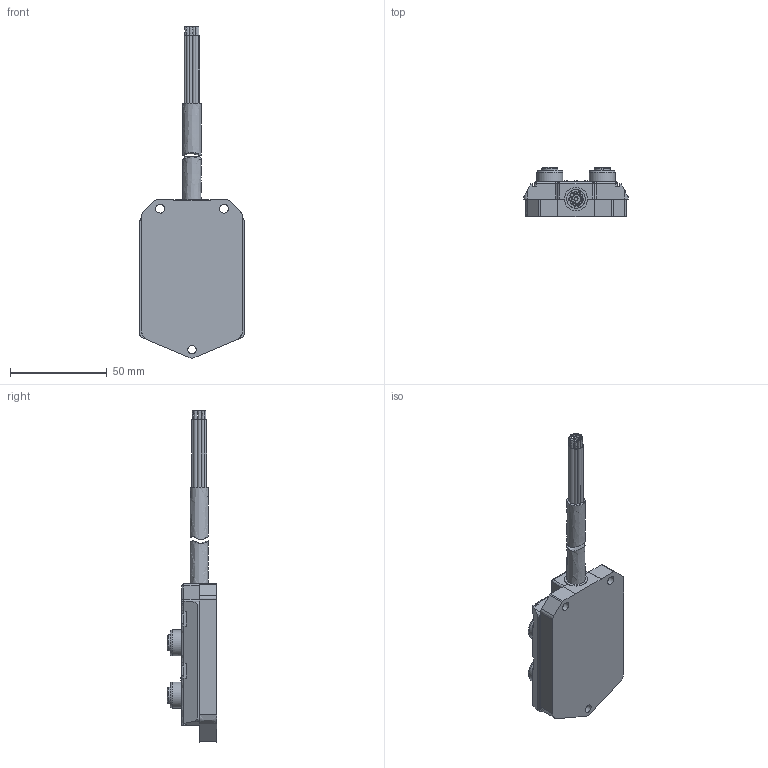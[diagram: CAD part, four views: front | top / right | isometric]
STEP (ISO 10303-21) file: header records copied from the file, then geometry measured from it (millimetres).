
FILE_DESCRIPTION( ('This file contains a STEP AP42 implementation' ,'as created by ZW3D STEP Interface translator.') ,'2;1' );
FILE_NAME( 'ALTR4-5-5XX-13XX.stp' ,'211222.112215', (''), ('ZWCAD Software Co.'), 'Version 1.0', 'ZW3D to STEP translator', '' );
FILE_SCHEMA(('AUTOMOTIVE_DESIGN'));
Length unit declared in the file: millimetre
Products named in the file (2): 0; ALTR4-5-5XX-13XX
Bounding box: 54 x 25.5 x 171.74 mm (x, y, z)
Volume: 70736.1 mm3; surface area: 21199.5 mm2
Topology: 2 solids, 2 shells, 633 faces, 1587 edges, 1062 vertices
Faces by surface type: bspline 633
Entity records: 28660 total; most frequent: CARTESIAN_POINT 18358, ORIENTED_EDGE 3166, EDGE_CURVE 1583, B_SPLINE_CURVE_WITH_KNOTS 1272, VERTEX_POINT 1063, EDGE_LOOP 748, FACE_OUTER_BOUND 633, ADVANCED_FACE 633
